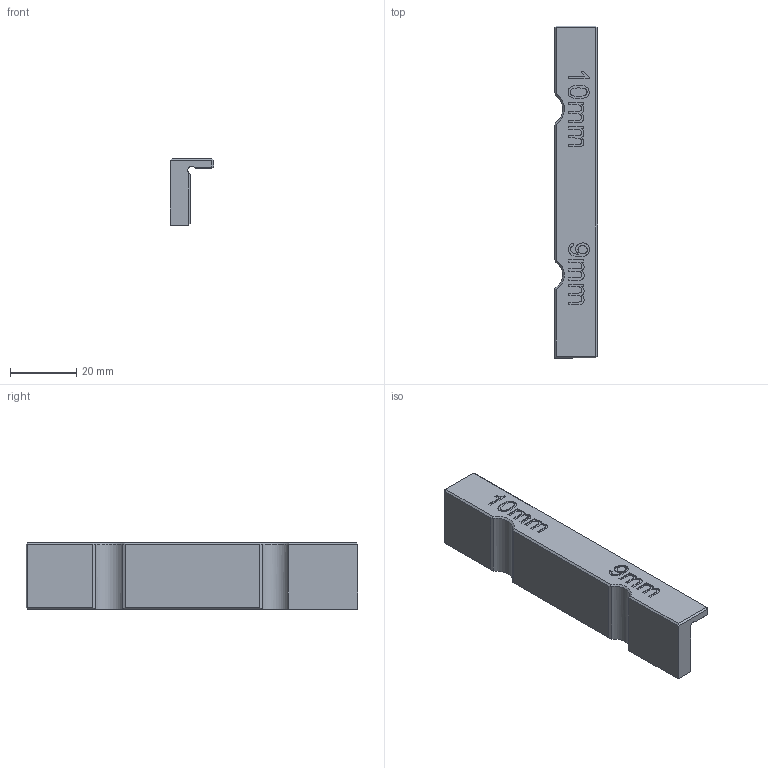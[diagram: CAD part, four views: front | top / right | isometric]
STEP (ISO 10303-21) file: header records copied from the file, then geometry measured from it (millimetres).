
FILE_DESCRIPTION(/* description */ ('Unknown'),/* implementation_level */ '2;1');
FILE_NAME(/* name */ '100mm_visegrip_for_bike_wheel_axles_9_10_mm',/* time_stamp */ '2024-04-09T20:42:56+02:00',/* author */ ('Unknown'),/* organization */ ('Unknown'),/* preprocessor_version */ 'ST-DEVELOPER v16.7',/* originating_system */ 'Solid Edge',/* authorisation */ 'Unknown');
FILE_SCHEMA (('AUTOMOTIVE_DESIGN {1 0 10303 214 3 1 1}'));
Length unit declared in the file: millimetre
Products named in the file (1): 100mm_visegrip_for_bike_wheel_axles_9_10_mm
Bounding box: 13 x 100 x 20 mm (x, y, z)
Volume: 12876.6 mm3; surface area: 7079.2 mm2
Topology: 1 solids, 1 shells, 114 faces, 270 edges, 169 vertices
Faces by surface type: plane 82, bspline 23, cylinder 5, cone 4
Full cylindrical faces by diameter (mm): 8 x2
Entity records: 4658 total; most frequent: CARTESIAN_POINT 2322, ORIENTED_EDGE 522, DIRECTION 356, EDGE_CURVE 261, VERTEX_POINT 167, EDGE_LOOP 132, FACE_BOUND 132, LINE 130
